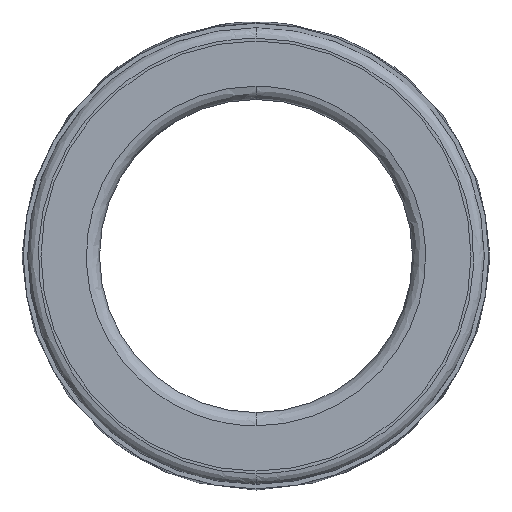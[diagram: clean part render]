
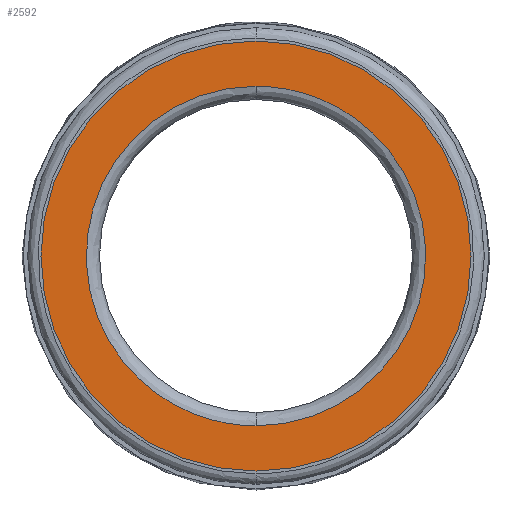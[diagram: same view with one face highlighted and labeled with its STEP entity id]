
A CAD part, front view. The second image highlights one B-rep face of the part: STEP entity #2592.
In plain terms, the highlighted planar face has unit normal (0, -1, 0).
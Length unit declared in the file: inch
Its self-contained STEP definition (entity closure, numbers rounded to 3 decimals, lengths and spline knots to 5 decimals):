
#59 = AXIS2_PLACEMENT_3D ( 'NONE', #839, #2299, #1486 ) ;
#94 = DIRECTION ( 'NONE',  ( 0., -1., 0. ) ) ;
#214 = CARTESIAN_POINT ( 'NONE',  ( 0., -4.38478, -1.2834 ) ) ;
#275 = EDGE_CURVE ( 'NONE', #896, #290, #1140, .T. ) ;
#290 = VERTEX_POINT ( 'NONE', #214 ) ;
#353 = AXIS2_PLACEMENT_3D ( 'NONE', #1585, #94, #2582 ) ;
#380 = CARTESIAN_POINT ( 'NONE',  ( 0., -4.38478, -1.2834 ) ) ;
#437 = AXIS2_PLACEMENT_3D ( 'NONE', #1665, #2308, #2076 ) ;
#487 = FACE_OUTER_BOUND ( 'NONE', #697, .T. ) ;
#594 = CARTESIAN_POINT ( 'NONE',  ( -2.5668, -4.38478, 1.2834 ) ) ;
#631 = ORIENTED_EDGE ( 'NONE', *, *, #1346, .F. ) ;
#680 = CARTESIAN_POINT ( 'NONE',  ( 0., -4.38478, 1.626 ) ) ;
#697 = EDGE_LOOP ( 'NONE', ( #908, #2345 ) ) ;
#737 = VERTEX_POINT ( 'NONE', #680 ) ;
#839 = CARTESIAN_POINT ( 'NONE',  ( 0., -4.38478, 0. ) ) ;
#859 = VERTEX_POINT ( 'NONE', #950 ) ;
#874 = EDGE_CURVE ( 'NONE', #859, #737, #1610, .T. ) ;
#896 = VERTEX_POINT ( 'NONE', #2202 ) ;
#908 = ORIENTED_EDGE ( 'NONE', *, *, #874, .T. ) ;
#950 = CARTESIAN_POINT ( 'NONE',  ( 0., -4.38478, -1.626 ) ) ;
#1140 =( BOUNDED_CURVE ( )  B_SPLINE_CURVE ( 3, ( #1634, #594, #1427, #1854 ),
 .UNSPECIFIED., .F., .F. ) 
 B_SPLINE_CURVE_WITH_KNOTS ( ( 4, 4 ),
 ( 0.25, 0.75 ),
 .UNSPECIFIED. ) 
 CURVE ( )  GEOMETRIC_REPRESENTATION_ITEM ( )  RATIONAL_B_SPLINE_CURVE ( ( 1., 0.333, 0.333, 1. ) ) 
 REPRESENTATION_ITEM ( '' )  );
#1204 = CARTESIAN_POINT ( 'NONE',  ( 2.5668, -4.38478, 1.2834 ) ) ;
#1293 = ORIENTED_EDGE ( 'NONE', *, *, #275, .F. ) ;
#1346 = EDGE_CURVE ( 'NONE', #290, #896, #2604, .T. ) ;
#1427 = CARTESIAN_POINT ( 'NONE',  ( -2.5668, -4.38478, -1.2834 ) ) ;
#1486 = DIRECTION ( 'NONE',  ( 0., 0., -1. ) ) ;
#1503 = EDGE_CURVE ( 'NONE', #737, #859, #2392, .T. ) ;
#1585 = CARTESIAN_POINT ( 'NONE',  ( 0., -4.38478, 0. ) ) ;
#1598 = FACE_BOUND ( 'NONE', #2467, .T. ) ;
#1610 = CIRCLE ( 'NONE', #353, 1.626 ) ;
#1618 = CARTESIAN_POINT ( 'NONE',  ( 2.5668, -4.38478, -1.2834 ) ) ;
#1619 = PLANE ( 'NONE',  #437 ) ;
#1634 = CARTESIAN_POINT ( 'NONE',  ( 0., -4.38478, 1.2834 ) ) ;
#1665 = CARTESIAN_POINT ( 'NONE',  ( 1.4547, -4.38478, 0. ) ) ;
#1854 = CARTESIAN_POINT ( 'NONE',  ( 0., -4.38478, -1.2834 ) ) ;
#2076 = DIRECTION ( 'NONE',  ( 1., 0., 0. ) ) ;
#2202 = CARTESIAN_POINT ( 'NONE',  ( 0., -4.38478, 1.2834 ) ) ;
#2252 = CARTESIAN_POINT ( 'NONE',  ( 0., -4.38478, 1.2834 ) ) ;
#2299 = DIRECTION ( 'NONE',  ( 0., -1., 0. ) ) ;
#2308 = DIRECTION ( 'NONE',  ( 0., -1., 0. ) ) ;
#2345 = ORIENTED_EDGE ( 'NONE', *, *, #1503, .T. ) ;
#2392 = CIRCLE ( 'NONE', #59, 1.626 ) ;
#2467 = EDGE_LOOP ( 'NONE', ( #631, #1293 ) ) ;
#2582 = DIRECTION ( 'NONE',  ( 0., 0., -1. ) ) ;
#2592 = ADVANCED_FACE ( 'NONE', ( #487, #1598 ), #1619, .T. ) ;
#2604 =( BOUNDED_CURVE ( )  B_SPLINE_CURVE ( 3, ( #380, #1618, #1204, #2252 ),
 .UNSPECIFIED., .F., .F. ) 
 B_SPLINE_CURVE_WITH_KNOTS ( ( 4, 4 ),
 ( 0.75, 1.25 ),
 .UNSPECIFIED. ) 
 CURVE ( )  GEOMETRIC_REPRESENTATION_ITEM ( )  RATIONAL_B_SPLINE_CURVE ( ( 1., 0.333, 0.333, 1. ) ) 
 REPRESENTATION_ITEM ( '' )  );
